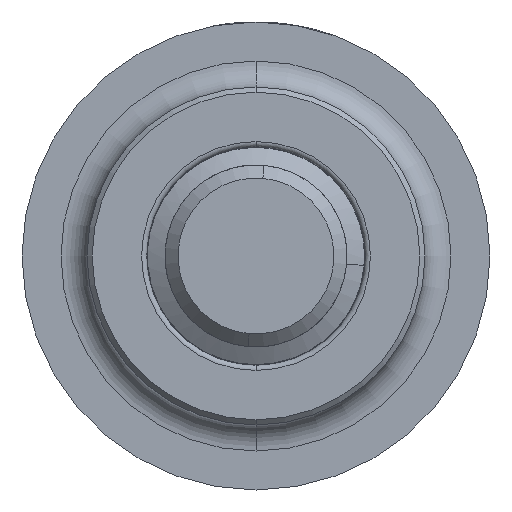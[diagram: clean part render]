
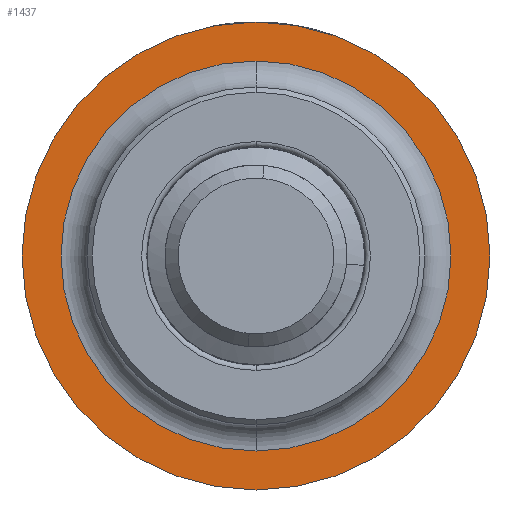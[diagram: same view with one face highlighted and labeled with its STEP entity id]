
A CAD part, front view. The second image highlights one B-rep face of the part: STEP entity #1437.
In plain terms, the highlighted planar face has unit normal (0, -1, 0).
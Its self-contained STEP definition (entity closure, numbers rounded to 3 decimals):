
#296 = VERTEX_POINT ( 'NONE', #6611 ) ;
#676 = DIRECTION ( 'NONE',  ( 0., 0., -1. ) ) ;
#754 = CARTESIAN_POINT ( 'NONE',  ( 0., 12.42, -9. ) ) ;
#833 = CARTESIAN_POINT ( 'NONE',  ( 0., 12.42, -7.5 ) ) ;
#911 = AXIS2_PLACEMENT_3D ( 'NONE', #5806, #3669, #7005 ) ;
#1001 = DIRECTION ( 'NONE',  ( 0., -1., 0. ) ) ;
#1157 = CIRCLE ( 'NONE', #5152, 9. ) ;
#1412 = ORIENTED_EDGE ( 'NONE', *, *, #1656, .F. ) ;
#1437 = ADVANCED_FACE ( 'NONE', ( #1854, #3640 ), #6153, .T. ) ;
#1533 = CARTESIAN_POINT ( 'NONE',  ( 0., 12.42, 0. ) ) ;
#1656 = EDGE_CURVE ( 'NONE', #3610, #2834, #4316, .T. ) ;
#1749 = EDGE_CURVE ( 'NONE', #296, #4344, #2866, .T. ) ;
#1822 = ORIENTED_EDGE ( 'NONE', *, *, #6181, .F. ) ;
#1854 = FACE_OUTER_BOUND ( 'NONE', #3561, .T. ) ;
#1860 = AXIS2_PLACEMENT_3D ( 'NONE', #5873, #5257, #2494 ) ;
#1910 = CARTESIAN_POINT ( 'NONE',  ( 0., 12.42, 0. ) ) ;
#2494 = DIRECTION ( 'NONE',  ( 0., 0., -1. ) ) ;
#2833 = CARTESIAN_POINT ( 'NONE',  ( 7.5, 12.42, 0. ) ) ;
#2834 = VERTEX_POINT ( 'NONE', #2917 ) ;
#2866 = CIRCLE ( 'NONE', #1860, 9. ) ;
#2917 = CARTESIAN_POINT ( 'NONE',  ( 0., 12.42, 7.5 ) ) ;
#3239 = DIRECTION ( 'NONE',  ( 0., 0., -1. ) ) ;
#3249 = EDGE_CURVE ( 'NONE', #4344, #296, #1157, .T. ) ;
#3388 = DIRECTION ( 'NONE',  ( 0., -1., 0. ) ) ;
#3561 = EDGE_LOOP ( 'NONE', ( #4752, #5432 ) ) ;
#3610 = VERTEX_POINT ( 'NONE', #833 ) ;
#3640 = FACE_BOUND ( 'NONE', #5348, .T. ) ;
#3669 = DIRECTION ( 'NONE',  ( 0., -1., 0. ) ) ;
#4082 = AXIS2_PLACEMENT_3D ( 'NONE', #1910, #5212, #6888 ) ;
#4216 = AXIS2_PLACEMENT_3D ( 'NONE', #2833, #3388, #676 ) ;
#4316 = CIRCLE ( 'NONE', #4082, 7.5 ) ;
#4344 = VERTEX_POINT ( 'NONE', #754 ) ;
#4611 = CIRCLE ( 'NONE', #911, 7.5 ) ;
#4752 = ORIENTED_EDGE ( 'NONE', *, *, #3249, .T. ) ;
#5152 = AXIS2_PLACEMENT_3D ( 'NONE', #1533, #1001, #3239 ) ;
#5212 = DIRECTION ( 'NONE',  ( 0., -1., 0. ) ) ;
#5257 = DIRECTION ( 'NONE',  ( 0., -1., 0. ) ) ;
#5348 = EDGE_LOOP ( 'NONE', ( #1412, #1822 ) ) ;
#5432 = ORIENTED_EDGE ( 'NONE', *, *, #1749, .T. ) ;
#5806 = CARTESIAN_POINT ( 'NONE',  ( 0., 12.42, 0. ) ) ;
#5873 = CARTESIAN_POINT ( 'NONE',  ( 0., 12.42, 0. ) ) ;
#6153 = PLANE ( 'NONE',  #4216 ) ;
#6181 = EDGE_CURVE ( 'NONE', #2834, #3610, #4611, .T. ) ;
#6611 = CARTESIAN_POINT ( 'NONE',  ( 0., 12.42, 9. ) ) ;
#6888 = DIRECTION ( 'NONE',  ( 0., 0., -1. ) ) ;
#7005 = DIRECTION ( 'NONE',  ( 0., 0., -1. ) ) ;
